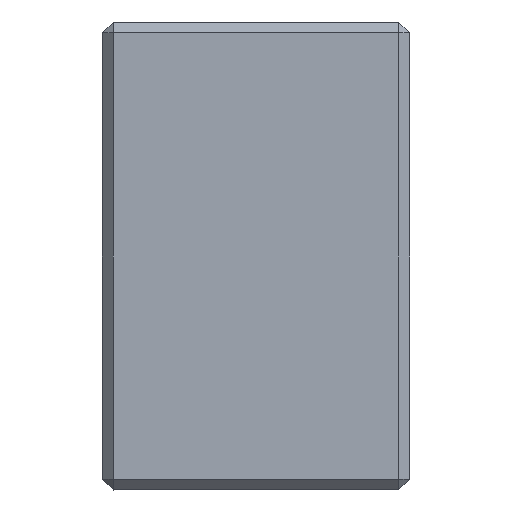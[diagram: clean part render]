
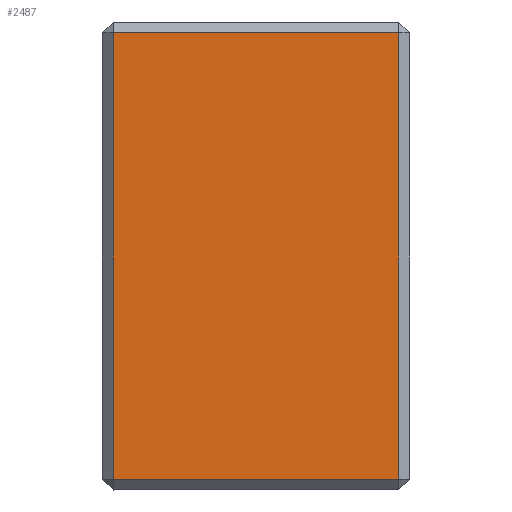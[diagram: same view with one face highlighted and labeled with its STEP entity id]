
A CAD part, left-side view. The second image highlights one B-rep face of the part: STEP entity #2487.
In plain terms, the highlighted planar face has unit normal (-1, 0, 0).
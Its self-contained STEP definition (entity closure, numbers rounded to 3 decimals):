
#132 = CARTESIAN_POINT ( 'NONE',  ( -8.065, 8.2, 5.884 ) ) ;
#235 = VECTOR ( 'NONE', #5543, 1000. ) ;
#472 = FACE_OUTER_BOUND ( 'NONE', #3906, .T. ) ;
#489 = EDGE_CURVE ( 'NONE', #3128, #4788, #5634, .T. ) ;
#601 = AXIS2_PLACEMENT_3D ( 'NONE', #4095, #4127, #2781 ) ;
#1096 = CARTESIAN_POINT ( 'NONE',  ( -8.065, 8.6, 10.884 ) ) ;
#1715 = DIRECTION ( 'NONE',  ( 0., 0., 1. ) ) ;
#1734 = VERTEX_POINT ( 'NONE', #4634 ) ;
#2173 = CARTESIAN_POINT ( 'NONE',  ( -8.065, -8.2, 0.4 ) ) ;
#2412 = EDGE_CURVE ( 'NONE', #4788, #3479, #3951, .T. ) ;
#2434 = EDGE_CURVE ( 'NONE', #1734, #3128, #2750, .T. ) ;
#2487 = ADVANCED_FACE ( 'NONE', ( #472 ), #4069, .F. ) ;
#2489 = CARTESIAN_POINT ( 'NONE',  ( -8.065, 82.33, 0.4 ) ) ;
#2628 = EDGE_CURVE ( 'NONE', #3479, #1734, #2924, .T. ) ;
#2750 = LINE ( 'NONE', #132, #4787 ) ;
#2781 = DIRECTION ( 'NONE',  ( 0., 0., 1. ) ) ;
#2839 = ORIENTED_EDGE ( 'NONE', *, *, #489, .T. ) ;
#2924 = LINE ( 'NONE', #1096, #235 ) ;
#3128 = VERTEX_POINT ( 'NONE', #4861 ) ;
#3183 = VECTOR ( 'NONE', #3365, 1000. ) ;
#3221 = DIRECTION ( 'NONE',  ( 0., 0., -1. ) ) ;
#3365 = DIRECTION ( 'NONE',  ( 0., -1., 0. ) ) ;
#3439 = ORIENTED_EDGE ( 'NONE', *, *, #2628, .T. ) ;
#3479 = VERTEX_POINT ( 'NONE', #4351 ) ;
#3717 = ORIENTED_EDGE ( 'NONE', *, *, #2412, .T. ) ;
#3906 = EDGE_LOOP ( 'NONE', ( #3717, #3439, #5590, #2839 ) ) ;
#3951 = LINE ( 'NONE', #5713, #5332 ) ;
#4069 = PLANE ( 'NONE',  #601 ) ;
#4095 = CARTESIAN_POINT ( 'NONE',  ( -8.065, 82.33, 5.884 ) ) ;
#4127 = DIRECTION ( 'NONE',  ( 1., 0., 0. ) ) ;
#4351 = CARTESIAN_POINT ( 'NONE',  ( -8.065, -8.2, 10.884 ) ) ;
#4634 = CARTESIAN_POINT ( 'NONE',  ( -8.065, 8.2, 10.884 ) ) ;
#4787 = VECTOR ( 'NONE', #3221, 1000. ) ;
#4788 = VERTEX_POINT ( 'NONE', #2173 ) ;
#4861 = CARTESIAN_POINT ( 'NONE',  ( -8.065, 8.2, 0.4 ) ) ;
#5332 = VECTOR ( 'NONE', #1715, 1000. ) ;
#5543 = DIRECTION ( 'NONE',  ( 0., 1., 0. ) ) ;
#5590 = ORIENTED_EDGE ( 'NONE', *, *, #2434, .T. ) ;
#5634 = LINE ( 'NONE', #2489, #3183 ) ;
#5713 = CARTESIAN_POINT ( 'NONE',  ( -8.065, -8.2, 5.884 ) ) ;
